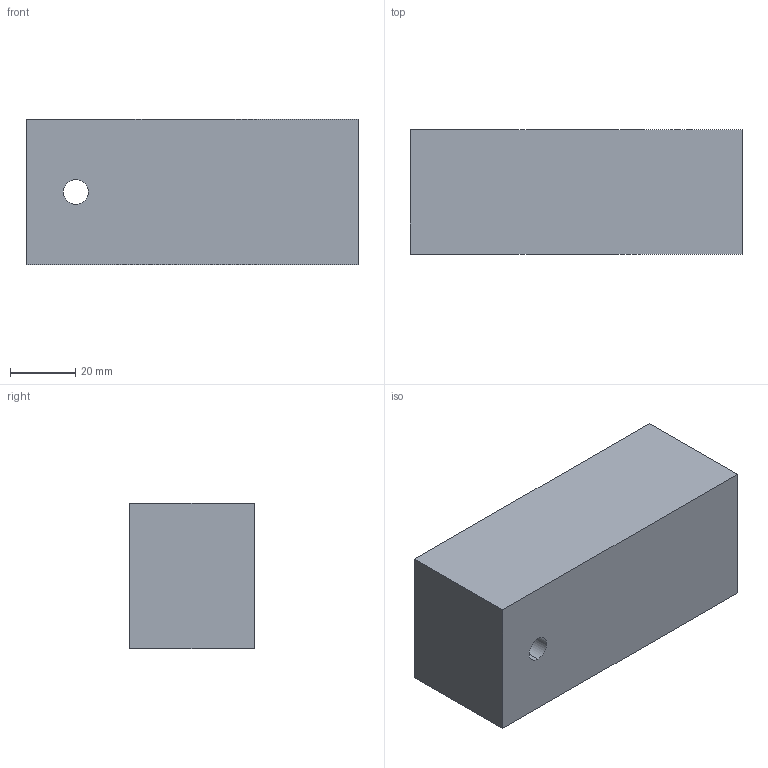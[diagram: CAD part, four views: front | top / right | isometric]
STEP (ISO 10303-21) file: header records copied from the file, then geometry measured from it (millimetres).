
FILE_DESCRIPTION (( 'STEP AP214' ), '1' );
FILE_NAME ('Part1.STEP', '2024-12-21T01:23:35', ( '' ), ( '' ), 'SwSTEP 2.0', 'SolidWorks 2022', '' );
FILE_SCHEMA (( 'AUTOMOTIVE_DESIGN' ));
Length unit declared in the file: inch
Products named in the file (1): Part1
Bounding box: 101.6 x 38.1 x 44.45 mm (x, y, z)
Volume: 166845.8 mm3; surface area: 22433.7 mm2
Topology: 1 solids, 1 shells, 32 faces, 75 edges, 43 vertices
Faces by surface type: cone 12, cylinder 11, plane 9
Entity records: 913 total; most frequent: DIRECTION 163, CARTESIAN_POINT 145, ORIENTED_EDGE 138, EDGE_CURVE 69, AXIS2_PLACEMENT_3D 61, VERTEX_POINT 43, VECTOR 41, LINE 41
